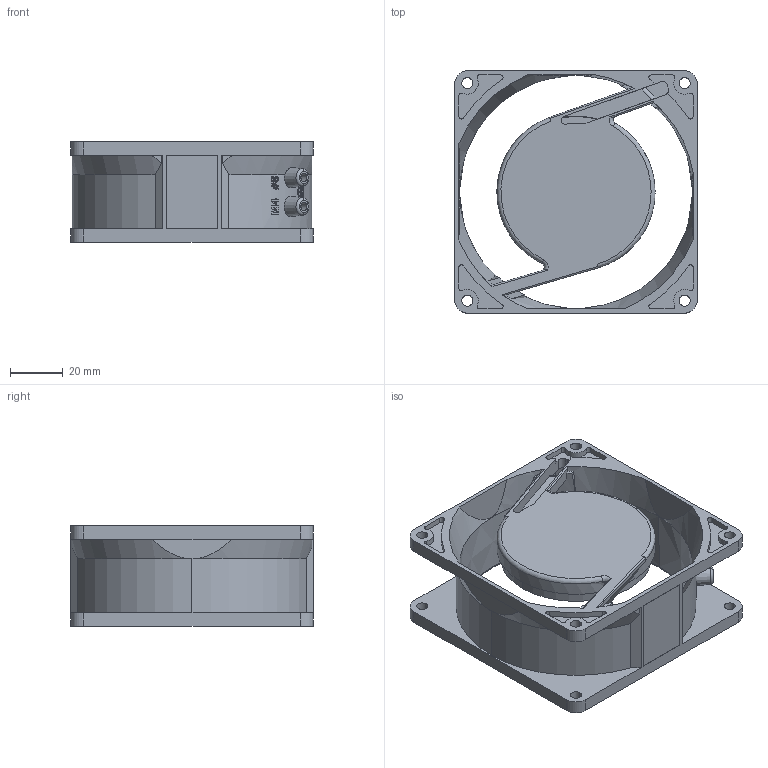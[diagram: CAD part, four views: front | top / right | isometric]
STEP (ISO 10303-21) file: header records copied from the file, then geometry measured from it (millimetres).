
FILE_DESCRIPTION (( 'STEP AP203' ), '1' );
FILE_NAME ('OA938AP_m0_frame.stp', '2023-08-23T16:14:42', ( '' ), ( '' ), 'SwSTEP 2.0', 'SolidWorks 2018', '' );
FILE_SCHEMA (( 'CONFIG_CONTROL_DESIGN' ));
Length unit declared in the file: millimetre
Products named in the file (1): OA938AP_m0_frame
Bounding box: 92 x 92 x 38 mm (x, y, z)
Volume: 57285.1 mm3; surface area: 44295.7 mm2
Topology: 1 solids, 1 shells, 482 faces, 1308 edges, 863 vertices
Faces by surface type: plane 250, cylinder 136, bspline 70, cone 17, torus 9
Entity records: 16753 total; most frequent: CARTESIAN_POINT 4973, ORIENTED_EDGE 2608, DIRECTION 2164, EDGE_CURVE 1304, VERTEX_POINT 861, AXIS2_PLACEMENT_3D 725, LINE 714, VECTOR 714
